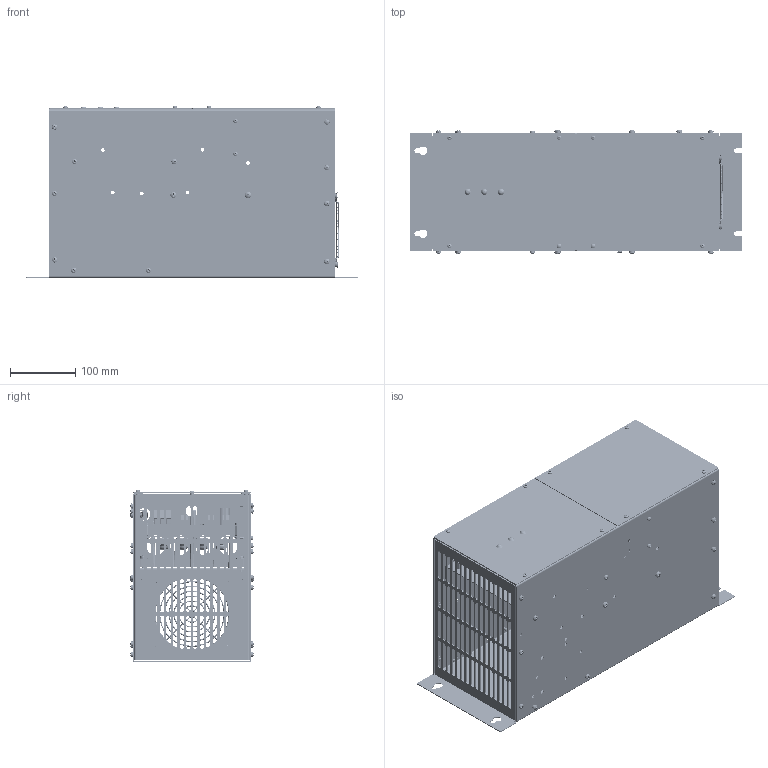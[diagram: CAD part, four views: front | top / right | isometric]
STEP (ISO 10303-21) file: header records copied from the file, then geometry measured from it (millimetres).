
FILE_DESCRIPTION (( 'STEP AP214' ), '1' );
FILE_NAME ('M3712-K7.STEP', '2024-03-26T15:47:38', ( '' ), ( '' ), 'SwSTEP 2.0', 'SolidWorks 2023', '' );
FILE_SCHEMA (( 'AUTOMOTIVE_DESIGN' ));
Length unit declared in the file: inch
Products named in the file (37): pan cross head_ai_CR-PHMS 0.19-32x0.875x0.875-N; self-clinching nut_pmi_PEM CLS-632-2 ---S; HEX STANDOFF_#6-32x0.625; MTW 3712-K7-UF; MTW 3712-K7-BCB; MTW 3712-K7-VB; MTW 3712-K7-FAB; MTW 3712-K7-BDB; MTW 3712-K7-FCP; pan cross head_ai_CR-PHMS 0.164-32x0.375x0.375-N; WA LSS-GND-20; M3712-K7; self-clinching nut_pmi_PEM CLSS-032-2 ---S; pan cross head_ai_CR-PHMS 0.19-32x0.625x0.625-N; lock washer spring regular_ai_Regular LW 0.19; pan cross head_ai_CR-PHMS 0.138-32x0.375x0.375-N; FN 4.7-GRILL(119mm); MTW 3712-K7-LCP; LD RED-LENS-L05; pan cross head_ai_CR-PHMS 0.19-32x0.625x0.625-S; machine screw nut hex_ai_MSHXNUT 0.164-32-S-N; TS 16005-4; lock washer spring regular_ai_Regular LW 0.138; machine screw nut hex_ai_MSHXNUT 0.190-32-S-N; SUB 3712-K7-FAN; self-clinching nut_pmi_PEM CLS-832-2 ---S; flat washer type b regular_ai_Regular FW 0.19; lock washer spring regular_ai_Regular LW 0.164; pan cross head_ai_CR-PHMS 0.138-32x0.188x0.188-N; LD GRN-LENS-L05; 3712C1F; pan cross head_ai_CR-PHMS 0.164-32x0.625x0.625-N
Assembly tree (187 placements, depth 4):
  M3712-K7
    MTW 3712-K7-UF
      MTW 3712-K7-UF
      self-clinching nut_pmi_PEM CLS-632-2 ---S  x16
    SUB 3712-K7-FAN
      MTW 3712-K7-FAB
        MTW 3712-K7-FAB
        self-clinching nut_pmi_PEM CLSS-032-2 ---S  x12
        self-clinching nut_pmi_PEM CLS-832-2 ---S  x4
      TS 16005-4
      flat washer type b regular_ai_Regular FW 0.19  x4
      lock washer spring regular_ai_Regular LW 0.19  x4
      pan cross head_ai_CR-PHMS 0.19-32x0.875x0.875-N  x4
      FN 4.7-GRILL(119mm)
      pan cross head_ai_CR-PHMS 0.164-32x0.625x0.625-N  x4
      machine screw nut hex_ai_MSHXNUT 0.164-32-S-N  x4
    MTW 3712-K7-BCB
      MTW 3712-K7-BCB
      self-clinching nut_pmi_PEM CLS-832-2 ---S  x4
    MTW 3712-K7-BDB
      MTW 3712-K7-BDB
      self-clinching nut_pmi_PEM CLS-832-2 ---S  x4
    WA LSS-GND-20
    HEX STANDOFF_#6-32x0.625  x6
    lock washer spring regular_ai_Regular LW 0.138  x20
    pan cross head_ai_CR-PHMS 0.138-32x0.375x0.375-N  x18
    3712C1F
    MTW 3712-K7-VB
      MTW 3712-K7-VB
      self-clinching nut_pmi_PEM CLS-832-2 ---S  x6
    MTW 3712-K7-FCP
    MTW 3712-K7-LCP
    lock washer spring regular_ai_Regular LW 0.19  x5
    lock washer spring regular_ai_Regular LW 0.164  x22
    pan cross head_ai_CR-PHMS 0.19-32x0.625x0.625-N  x4
    pan cross head_ai_CR-PHMS 0.19-32x0.625x0.625-S
    pan cross head_ai_CR-PHMS 0.164-32x0.375x0.375-N  x22
    machine screw nut hex_ai_MSHXNUT 0.190-32-S-N
    pan cross head_ai_CR-PHMS 0.138-32x0.188x0.188-N  x2
    LD GRN-LENS-L05  x2
    LD RED-LENS-L05
Bounding box: 508 x 189.9 x 262.8 mm (x, y, z)
Volume: 987993.7 mm3; surface area: 1329792.6 mm2
Topology: 184 solids, 211 shells, 9839 faces, 24923 edges, 15706 vertices
Faces by surface type: plane 5835, cylinder 2181, cone 1346, torus 200, bspline 167, sphere 110
Entity records: 104864 total; most frequent: CARTESIAN_POINT 31040, DIRECTION 15254, ORIENTED_EDGE 14770, EDGE_CURVE 7475, AXIS2_PLACEMENT_3D 5539, VERTEX_POINT 4760, LINE 4176, VECTOR 4176
